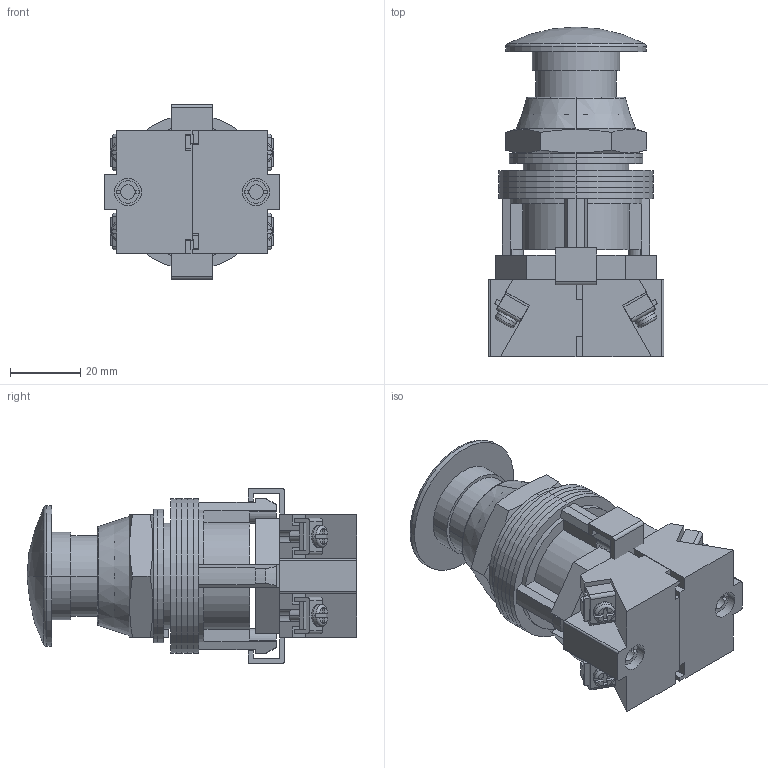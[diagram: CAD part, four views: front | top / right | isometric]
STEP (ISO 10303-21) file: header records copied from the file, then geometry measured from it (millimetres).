
FILE_DESCRIPTION (( 'STEP AP214' ), '1' );
FILE_NAME ('HT8AEHAB.step', '2018-06-29T15:17:02', ( '' ), ( '' ), 'SwSTEP 2.0', 'SolidWorks 2017', '' );
FILE_SCHEMA (( 'AUTOMOTIVE_DESIGN' ));
Length unit declared in the file: millimetre
Products named in the file (1): HT8AEHAB
Bounding box: 50 x 94 x 50 mm (x, y, z)
Volume: 78525.1 mm3; surface area: 49222.4 mm2
Topology: 27 solids, 27 shells, 576 faces, 1443 edges, 947 vertices
Faces by surface type: plane 372, cylinder 165, torus 20, cone 17, sphere 2
Entity records: 18984 total; most frequent: CARTESIAN_POINT 3231, DIRECTION 2957, ORIENTED_EDGE 2886, EDGE_CURVE 1443, LINE 987, VECTOR 987, AXIS2_PLACEMENT_3D 985, VERTEX_POINT 947
